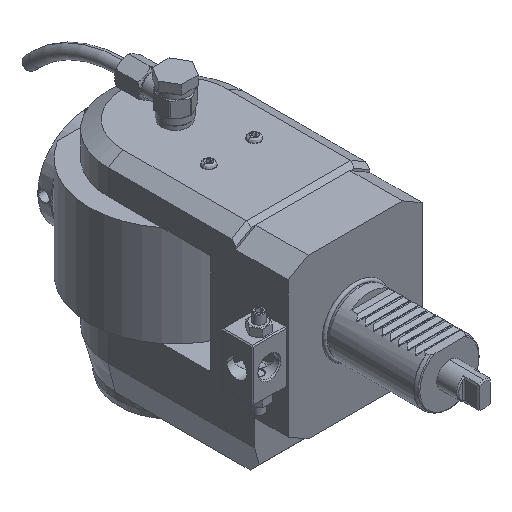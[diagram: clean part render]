
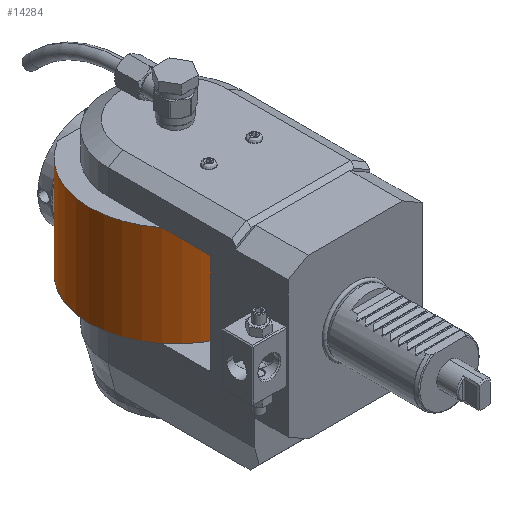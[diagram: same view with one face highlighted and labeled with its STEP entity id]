
A CAD part, isometric view. The second image highlights one B-rep face of the part: STEP entity #14284.
In plain terms, the highlighted cylindrical face has radius 41 mm (diameter 82 mm), a partial arc.
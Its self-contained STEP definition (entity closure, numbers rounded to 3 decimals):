
#3597=CARTESIAN_POINT('',(0.,0.,-24.));
#3598=DIRECTION('',(0.,0.,1.));
#3599=DIRECTION('',(0.78,-0.625,0.));
#3600=AXIS2_PLACEMENT_3D('',#3597,#3598,#3599);
#3606=CARTESIAN_POINT('',(0.,0.,-24.));
#3607=DIRECTION('',(0.,0.,1.));
#3608=DIRECTION('',(-0.513,0.859,0.));
#3609=AXIS2_PLACEMENT_3D('',#3606,#3607,#3608);
#3620=DIRECTION('',(0.,0.,1.));
#3621=VECTOR('',#3620,2.582);
#3622=CARTESIAN_POINT('',(-21.023,35.2,-24.));
#3623=LINE('',#3622,#3621);
#3624=DIRECTION('',(0.,0.,1.));
#3625=VECTOR('',#3624,2.582);
#3626=CARTESIAN_POINT('',(-21.023,35.2,21.418));
#3627=LINE('',#3626,#3625);
#3628=CARTESIAN_POINT('',(0.,0.,-24.));
#3629=DIRECTION('',(0.,0.,1.));
#3630=DIRECTION('',(-0.78,-0.625,0.));
#3631=AXIS2_PLACEMENT_3D('',#3628,#3629,#3630);
#3691=CARTESIAN_POINT('',(0.,0.,24.));
#3692=DIRECTION('',(0.,0.,-1.));
#3693=DIRECTION('',(0.78,-0.625,0.));
#3694=AXIS2_PLACEMENT_3D('',#3691,#3692,#3693);
#3870=DIRECTION('',(0.,0.,1.));
#3871=VECTOR('',#3870,2.582);
#3872=CARTESIAN_POINT('',(21.023,35.2,21.418));
#3873=LINE('',#3872,#3871);
#3914=DIRECTION('',(0.,0.,1.));
#3915=VECTOR('',#3914,2.582);
#3916=CARTESIAN_POINT('',(21.023,35.2,-24.));
#3917=LINE('',#3916,#3915);
#3972=CARTESIAN_POINT('',(21.603,34.847,21.583));
#3973=CARTESIAN_POINT('',(21.507,34.907,21.555));
#3974=CARTESIAN_POINT('',(21.314,35.025,21.5));
#3975=CARTESIAN_POINT('',(21.12,35.142,21.446));
#3976=CARTESIAN_POINT('',(21.023,35.2,21.418));
#3978=DIRECTION('',(0.,0.,1.));
#3979=VECTOR('',#3978,43.166);
#3980=CARTESIAN_POINT('',(21.603,34.847,-21.583));
#3981=LINE('',#3980,#3979);
#4070=CARTESIAN_POINT('',(21.603,34.847,-21.583));
#4071=CARTESIAN_POINT('',(21.507,34.907,-21.555));
#4072=CARTESIAN_POINT('',(21.314,35.025,-21.5));
#4073=CARTESIAN_POINT('',(21.12,35.142,-21.446));
#4074=CARTESIAN_POINT('',(21.023,35.2,-21.418));
#4089=CARTESIAN_POINT('',(0.,0.,24.));
#4090=DIRECTION('',(0.,0.,1.));
#4091=DIRECTION('',(-0.513,0.859,0.));
#4092=AXIS2_PLACEMENT_3D('',#4089,#4090,#4091);
#4098=CARTESIAN_POINT('',(0.,0.,24.));
#4099=DIRECTION('',(0.,0.,1.));
#4100=DIRECTION('',(0.78,-0.625,0.));
#4101=AXIS2_PLACEMENT_3D('',#4098,#4099,#4100);
#4107=CARTESIAN_POINT('',(-21.023,35.2,21.418));
#4108=CARTESIAN_POINT('',(-21.12,35.142,21.446));
#4109=CARTESIAN_POINT('',(-21.314,35.025,21.5));
#4110=CARTESIAN_POINT('',(-21.507,34.907,21.555));
#4111=CARTESIAN_POINT('',(-21.603,34.847,21.583));
#4117=DIRECTION('',(0.,0.,1.));
#4118=VECTOR('',#4117,43.166);
#4119=CARTESIAN_POINT('',(-21.603,34.847,
-21.583));
#4120=LINE('',#4119,#4118);
#4125=CARTESIAN_POINT('',(-21.023,35.2,
-21.418));
#4126=CARTESIAN_POINT('',(-21.12,35.142,
-21.446));
#4127=CARTESIAN_POINT('',(-21.314,35.025,
-21.5));
#4128=CARTESIAN_POINT('',(-21.507,34.907,
-21.555));
#4129=CARTESIAN_POINT('',(-21.603,34.847,
-21.583));
#11219=CARTESIAN_POINT('',(21.023,35.2,-24.));
#11220=CARTESIAN_POINT('',(-21.023,35.2,-24.));
#11221=VERTEX_POINT('',#11219);
#11222=VERTEX_POINT('',#11220);
#11223=CARTESIAN_POINT('',(21.023,35.2,24.));
#11224=CARTESIAN_POINT('',(-21.023,35.2,24.));
#11225=VERTEX_POINT('',#11223);
#11226=VERTEX_POINT('',#11224);
#11227=CARTESIAN_POINT('',(-32.,-25.632,-24.));
#11228=VERTEX_POINT('',#11227);
#11229=CARTESIAN_POINT('',(32.,-25.632,-24.));
#11230=VERTEX_POINT('',#11229);
#11231=CARTESIAN_POINT('',(-32.,-25.632,24.));
#11232=VERTEX_POINT('',#11231);
#11233=CARTESIAN_POINT('',(32.,-25.632,24.));
#11234=VERTEX_POINT('',#11233);
#11297=VERTEX_POINT('',#4125);
#11298=VERTEX_POINT('',#4129);
#11299=VERTEX_POINT('',#4070);
#11300=VERTEX_POINT('',#4074);
#11301=VERTEX_POINT('',#4107);
#11302=VERTEX_POINT('',#4111);
#11303=VERTEX_POINT('',#3972);
#11304=VERTEX_POINT('',#3976);
#14247=CARTESIAN_POINT('',(0.,0.,-24.));
#14248=DIRECTION('',(0.,0.,-1.));
#14249=DIRECTION('',(-1.,0.,0.));
#14250=AXIS2_PLACEMENT_3D('',#14247,#14248,#14249);
#14251=CYLINDRICAL_SURFACE('',#14250,41.);
#14253=ORIENTED_EDGE('',*,*,#14252,.F.);
#14254=ORIENTED_EDGE('',*,*,#14240,.F.);
#14256=ORIENTED_EDGE('',*,*,#14255,.T.);
#14258=ORIENTED_EDGE('',*,*,#14257,.T.);
#14260=ORIENTED_EDGE('',*,*,#14259,.T.);
#14262=ORIENTED_EDGE('',*,*,#14261,.F.);
#14264=ORIENTED_EDGE('',*,*,#14263,.T.);
#14266=ORIENTED_EDGE('',*,*,#14265,.T.);
#14268=ORIENTED_EDGE('',*,*,#14267,.F.);
#14270=ORIENTED_EDGE('',*,*,#14269,.T.);
#14272=ORIENTED_EDGE('',*,*,#14271,.F.);
#14274=ORIENTED_EDGE('',*,*,#14273,.F.);
#14276=ORIENTED_EDGE('',*,*,#14275,.F.);
#14278=ORIENTED_EDGE('',*,*,#14277,.T.);
#14280=ORIENTED_EDGE('',*,*,#14279,.F.);
#14281=ORIENTED_EDGE('',*,*,#14236,.F.);
#14282=EDGE_LOOP('',(#14253,#14254,#14256,#14258,#14260,#14262,#14264,#14266,
#14268,#14270,#14272,#14274,#14276,#14278,#14280,#14281));
#14283=FACE_OUTER_BOUND('',#14282,.F.);
#3601=CIRCLE('',#3600,41.);
#3610=CIRCLE('',#3609,41.);
#3632=CIRCLE('',#3631,41.);
#3695=CIRCLE('',#3694,41.);
#3977=B_SPLINE_CURVE_WITH_KNOTS('',3,(#3972,#3973,#3974,#3975,#3976),
.UNSPECIFIED.,.F.,.F.,(4,1,4),(0.,0.5,1.),.UNSPECIFIED.);
#4075=B_SPLINE_CURVE_WITH_KNOTS('',3,(#4070,#4071,#4072,#4073,#4074),
.UNSPECIFIED.,.F.,.F.,(4,1,4),(0.,0.5,1.),.UNSPECIFIED.);
#4093=CIRCLE('',#4092,41.);
#4102=CIRCLE('',#4101,41.);
#4112=B_SPLINE_CURVE_WITH_KNOTS('',3,(#4107,#4108,#4109,#4110,#4111),
.UNSPECIFIED.,.F.,.F.,(4,1,4),(0.,0.5,1.),.UNSPECIFIED.);
#4130=B_SPLINE_CURVE_WITH_KNOTS('',3,(#4125,#4126,#4127,#4128,#4129),
.UNSPECIFIED.,.F.,.F.,(4,1,4),(0.,0.5,1.),.UNSPECIFIED.);
#14236=EDGE_CURVE('',#11230,#11221,#3601,.T.);
#14240=EDGE_CURVE('',#11222,#11228,#3610,.T.);
#14252=EDGE_CURVE('',#11228,#11230,#3632,.T.);
#14255=EDGE_CURVE('',#11222,#11297,#3623,.T.);
#14257=EDGE_CURVE('',#11297,#11298,#4130,.T.);
#14259=EDGE_CURVE('',#11298,#11302,#4120,.T.);
#14261=EDGE_CURVE('',#11301,#11302,#4112,.T.);
#14263=EDGE_CURVE('',#11301,#11226,#3627,.T.);
#14265=EDGE_CURVE('',#11226,#11232,#4093,.T.);
#14267=EDGE_CURVE('',#11234,#11232,#3695,.T.);
#14269=EDGE_CURVE('',#11234,#11225,#4102,.T.);
#14271=EDGE_CURVE('',#11304,#11225,#3873,.T.);
#14273=EDGE_CURVE('',#11303,#11304,#3977,.T.);
#14275=EDGE_CURVE('',#11299,#11303,#3981,.T.);
#14277=EDGE_CURVE('',#11299,#11300,#4075,.T.);
#14279=EDGE_CURVE('',#11221,#11300,#3917,.T.);
#14284=ADVANCED_FACE('',(#14283),#14251,.T.);
